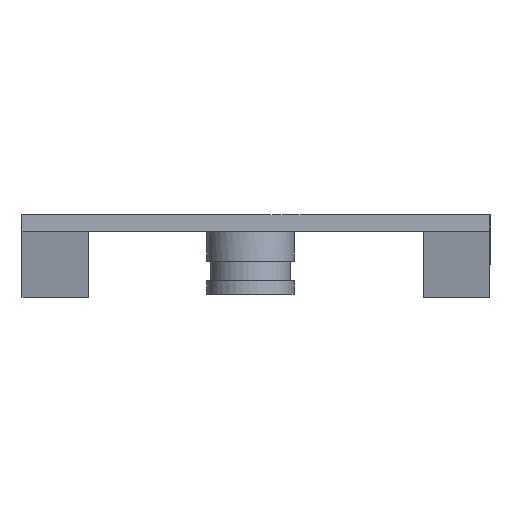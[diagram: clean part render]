
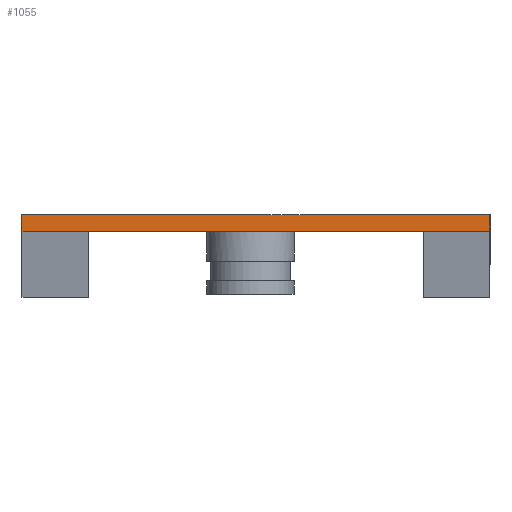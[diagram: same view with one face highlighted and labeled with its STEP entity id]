
A CAD part, left-side view. The second image highlights one B-rep face of the part: STEP entity #1055.
In plain terms, the highlighted planar face has unit normal (-1, 0, 0).
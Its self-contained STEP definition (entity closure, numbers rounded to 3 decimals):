
#2 = CARTESIAN_POINT ( 'NONE',  ( 0., 70.641, 2.5 ) ) ;
#134 = ORIENTED_EDGE ( 'NONE', *, *, #1404, .F. ) ;
#174 = EDGE_CURVE ( 'NONE', #202, #1659, #1284, .T. ) ;
#182 = DIRECTION ( 'NONE',  ( 0., 0., -1. ) ) ;
#197 = PLANE ( 'NONE',  #644 ) ;
#202 = VERTEX_POINT ( 'NONE', #2 ) ;
#230 = EDGE_CURVE ( 'NONE', #365, #1111, #1675, .T. ) ;
#233 = VECTOR ( 'NONE', #1298, 1000. ) ;
#302 = DIRECTION ( 'NONE',  ( 0., -1., 0. ) ) ;
#313 = CARTESIAN_POINT ( 'NONE',  ( 0., 10., 0. ) ) ;
#338 = CARTESIAN_POINT ( 'NONE',  ( 0., 0., 2.5 ) ) ;
#365 = VERTEX_POINT ( 'NONE', #440 ) ;
#376 = VECTOR ( 'NONE', #830, 1000. ) ;
#380 = EDGE_CURVE ( 'NONE', #1659, #1377, #704, .T. ) ;
#399 = CARTESIAN_POINT ( 'NONE',  ( 0., 60.641, 0. ) ) ;
#429 = VECTOR ( 'NONE', #707, 1000. ) ;
#440 = CARTESIAN_POINT ( 'NONE',  ( 0., 10., 0. ) ) ;
#469 = DIRECTION ( 'NONE',  ( 0., -1., 0. ) ) ;
#490 = CARTESIAN_POINT ( 'NONE',  ( 0., 0., 2.5 ) ) ;
#573 = ORIENTED_EDGE ( 'NONE', *, *, #1463, .F. ) ;
#587 = EDGE_LOOP ( 'NONE', ( #1219, #1071, #1619, #134, #573, #1791 ) ) ;
#617 = CARTESIAN_POINT ( 'NONE',  ( 0., 70.641, 0. ) ) ;
#636 = VECTOR ( 'NONE', #469, 1000. ) ;
#644 = AXIS2_PLACEMENT_3D ( 'NONE', #338, #889, #182 ) ;
#694 = CARTESIAN_POINT ( 'NONE',  ( 0., 0., 2.5 ) ) ;
#704 = LINE ( 'NONE', #1439, #233 ) ;
#707 = DIRECTION ( 'NONE',  ( 0., -1., 0. ) ) ;
#769 = CARTESIAN_POINT ( 'NONE',  ( 0., 0., 0. ) ) ;
#806 = LINE ( 'NONE', #1535, #429 ) ;
#830 = DIRECTION ( 'NONE',  ( 0., 0., -1. ) ) ;
#841 = EDGE_CURVE ( 'NONE', #1377, #365, #1586, .T. ) ;
#889 = DIRECTION ( 'NONE',  ( 1., 0., 0. ) ) ;
#963 = DIRECTION ( 'NONE',  ( 0., 0., -1. ) ) ;
#1055 = ADVANCED_FACE ( 'NONE', ( #1240 ), #197, .F. ) ;
#1069 = VECTOR ( 'NONE', #963, 1000. ) ;
#1071 = ORIENTED_EDGE ( 'NONE', *, *, #841, .T. ) ;
#1111 = VERTEX_POINT ( 'NONE', #1723 ) ;
#1210 = CARTESIAN_POINT ( 'NONE',  ( 0., 70.641, 2.5 ) ) ;
#1216 = VECTOR ( 'NONE', #302, 1000. ) ;
#1219 = ORIENTED_EDGE ( 'NONE', *, *, #380, .T. ) ;
#1240 = FACE_OUTER_BOUND ( 'NONE', #587, .T. ) ;
#1284 = LINE ( 'NONE', #1210, #1069 ) ;
#1298 = DIRECTION ( 'NONE',  ( 0., -1., 0. ) ) ;
#1377 = VERTEX_POINT ( 'NONE', #399 ) ;
#1404 = EDGE_CURVE ( 'NONE', #1722, #1111, #1709, .T. ) ;
#1439 = CARTESIAN_POINT ( 'NONE',  ( 0., 0., 0. ) ) ;
#1463 = EDGE_CURVE ( 'NONE', #202, #1722, #806, .T. ) ;
#1535 = CARTESIAN_POINT ( 'NONE',  ( 0., 0., 2.5 ) ) ;
#1586 = LINE ( 'NONE', #313, #1216 ) ;
#1619 = ORIENTED_EDGE ( 'NONE', *, *, #230, .T. ) ;
#1659 = VERTEX_POINT ( 'NONE', #617 ) ;
#1675 = LINE ( 'NONE', #769, #636 ) ;
#1709 = LINE ( 'NONE', #694, #376 ) ;
#1722 = VERTEX_POINT ( 'NONE', #490 ) ;
#1723 = CARTESIAN_POINT ( 'NONE',  ( 0., 0., 0. ) ) ;
#1791 = ORIENTED_EDGE ( 'NONE', *, *, #174, .T. ) ;
